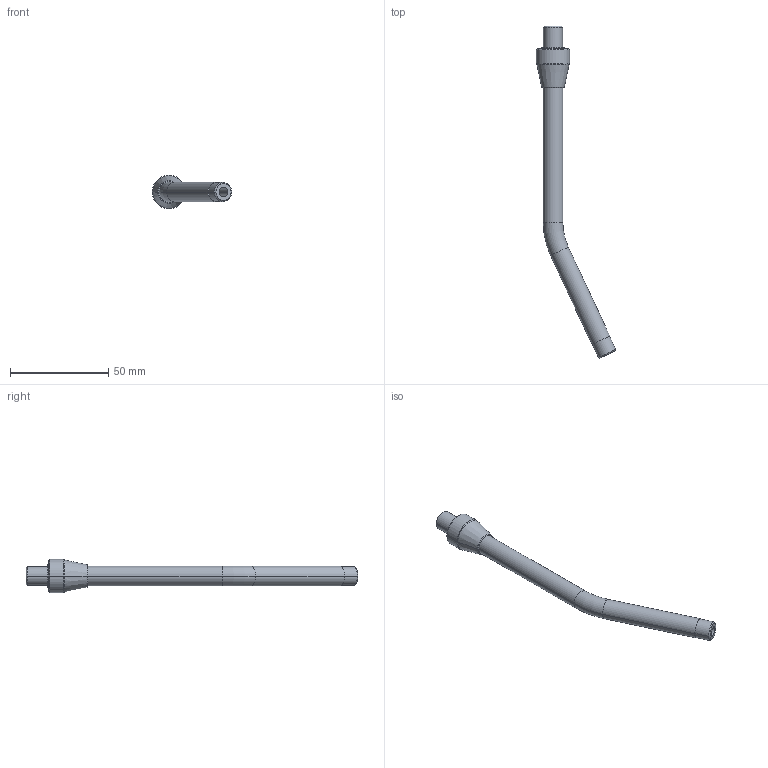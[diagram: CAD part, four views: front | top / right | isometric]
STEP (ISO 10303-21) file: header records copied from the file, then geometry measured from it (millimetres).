
FILE_DESCRIPTION((''),'2;1');
FILE_NAME('35493-00_00_SW0001','2025-12-04T13:09:11',('julian.egg'),(''),'CREO PARAMETRIC BY PTC INC, 2025323','CREO PARAMETRIC BY PTC INC, 2025323','');
FILE_SCHEMA(('CONFIG_CONTROL_DESIGN'));
Length unit declared in the file: millimetre
Products named in the file (1): 35493-00_00_SW0001
Bounding box: 40.43 x 169.15 x 17 mm (x, y, z)
Volume: 11998.5 mm3; surface area: 9810.6 mm2
Topology: 1 solids, 1 shells, 65 faces, 134 edges, 76 vertices
Faces by surface type: cylinder 24, torus 20, cone 14, plane 7
Entity records: 1766 total; most frequent: DIRECTION 360, CARTESIAN_POINT 275, ORIENTED_EDGE 268, AXIS2_PLACEMENT_3D 161, EDGE_CURVE 134, CIRCLE 96, VERTEX_POINT 76, EDGE_LOOP 72
